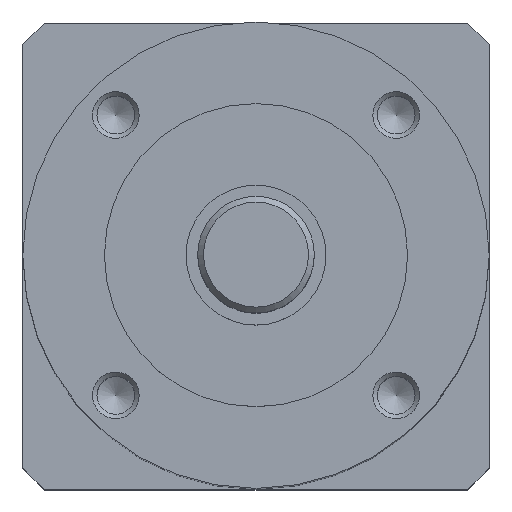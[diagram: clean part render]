
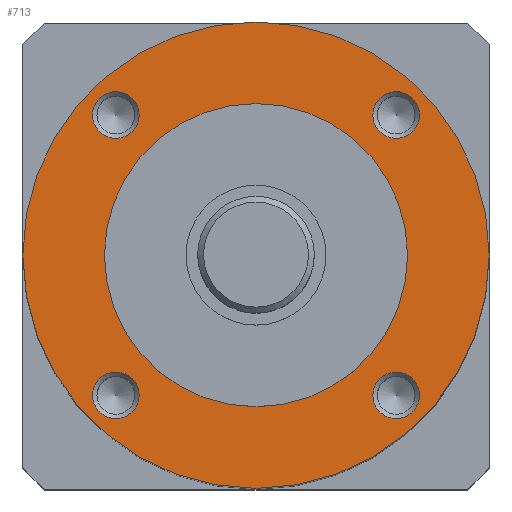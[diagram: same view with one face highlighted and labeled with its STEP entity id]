
A CAD part, top view. The second image highlights one B-rep face of the part: STEP entity #713.
In plain terms, the highlighted face is planar.
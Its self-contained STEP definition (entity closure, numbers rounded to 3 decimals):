
#50=PLANE('',#794);
#142=ORIENTED_EDGE('',*,*,#302,.F.);
#143=ORIENTED_EDGE('',*,*,#303,.F.);
#144=ORIENTED_EDGE('',*,*,#304,.F.);
#145=ORIENTED_EDGE('',*,*,#305,.F.);
#146=ORIENTED_EDGE('',*,*,#306,.F.);
#147=ORIENTED_EDGE('',*,*,#297,.T.);
#297=EDGE_CURVE('',#376,#376,#445,.T.);
#302=EDGE_CURVE('',#381,#381,#450,.T.);
#303=EDGE_CURVE('',#382,#382,#451,.T.);
#304=EDGE_CURVE('',#383,#383,#452,.T.);
#305=EDGE_CURVE('',#384,#384,#453,.T.);
#306=EDGE_CURVE('',#385,#385,#454,.T.);
#376=VERTEX_POINT('',#1166);
#381=VERTEX_POINT('',#1177);
#382=VERTEX_POINT('',#1179);
#383=VERTEX_POINT('',#1181);
#384=VERTEX_POINT('',#1183);
#385=VERTEX_POINT('',#1185);
#445=CIRCLE('',#789,20.);
#450=CIRCLE('',#795,13.);
#451=CIRCLE('',#796,2.);
#452=CIRCLE('',#797,2.);
#453=CIRCLE('',#798,2.);
#454=CIRCLE('',#799,2.);
#499=EDGE_LOOP('',(#142));
#500=EDGE_LOOP('',(#143));
#501=EDGE_LOOP('',(#144));
#502=EDGE_LOOP('',(#145));
#503=EDGE_LOOP('',(#146));
#504=EDGE_LOOP('',(#147));
#593=FACE_BOUND('',#499,.T.);
#594=FACE_BOUND('',#500,.T.);
#595=FACE_BOUND('',#501,.T.);
#596=FACE_BOUND('',#502,.T.);
#597=FACE_BOUND('',#503,.T.);
#598=FACE_BOUND('',#504,.T.);
#713=ADVANCED_FACE('',(#593,#594,#595,#596,#597,#598),#50,.F.);
#789=AXIS2_PLACEMENT_3D('',#1165,#916,#917);
#794=AXIS2_PLACEMENT_3D('',#1175,#926,#927);
#795=AXIS2_PLACEMENT_3D('',#1176,#928,#929);
#796=AXIS2_PLACEMENT_3D('',#1178,#930,#931);
#797=AXIS2_PLACEMENT_3D('',#1180,#932,#933);
#798=AXIS2_PLACEMENT_3D('',#1182,#934,#935);
#799=AXIS2_PLACEMENT_3D('',#1184,#936,#937);
#916=DIRECTION('',(1.,0.,0.));
#917=DIRECTION('',(0.,0.,-1.));
#926=DIRECTION('',(-1.,0.,0.));
#927=DIRECTION('',(0.,0.,1.));
#928=DIRECTION('',(1.,0.,0.));
#929=DIRECTION('',(0.,0.,-1.));
#930=DIRECTION('',(1.,0.,0.));
#931=DIRECTION('',(0.,0.,-1.));
#932=DIRECTION('',(1.,0.,0.));
#933=DIRECTION('',(0.,0.,-1.));
#934=DIRECTION('',(1.,0.,0.));
#935=DIRECTION('',(0.,0.,-1.));
#936=DIRECTION('',(1.,0.,0.));
#937=DIRECTION('',(0.,0.,-1.));
#1165=CARTESIAN_POINT('',(0.,0.,0.));
#1166=CARTESIAN_POINT('',(0.,0.,-20.));
#1175=CARTESIAN_POINT('',(0.,20.,0.));
#1176=CARTESIAN_POINT('',(0.,0.,0.));
#1177=CARTESIAN_POINT('',(0.,0.,-13.));
#1178=CARTESIAN_POINT('',(0.,-12.021,-12.021));
#1179=CARTESIAN_POINT('',(0.,-12.021,-14.021));
#1180=CARTESIAN_POINT('',(0.,12.021,-12.021));
#1181=CARTESIAN_POINT('',(0.,12.021,-14.021));
#1182=CARTESIAN_POINT('',(0.,-12.021,12.021));
#1183=CARTESIAN_POINT('',(0.,-12.021,10.021));
#1184=CARTESIAN_POINT('',(0.,12.021,12.021));
#1185=CARTESIAN_POINT('',(0.,12.021,10.021));
